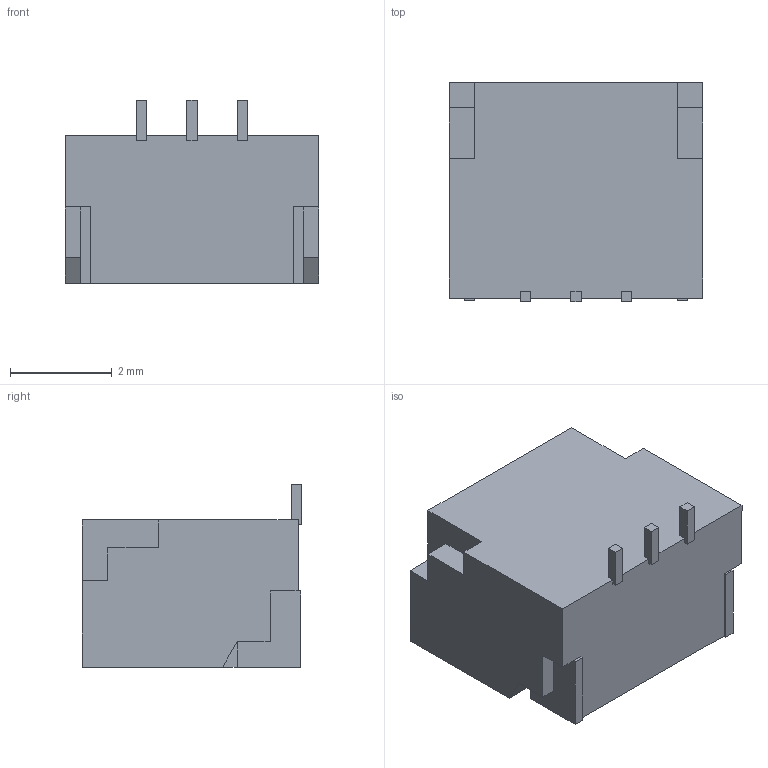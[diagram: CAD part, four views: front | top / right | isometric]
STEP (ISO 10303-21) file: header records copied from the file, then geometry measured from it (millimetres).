
FILE_DESCRIPTION (( 'STEP AP214' ), '1' );
FILE_NAME ('BM03B-SRSS-TB.STEP', '2018-05-11T15:02:22', ( '' ), ( '' ), 'SwSTEP 2.0', 'SolidWorks 2016', '' );
FILE_SCHEMA (( 'AUTOMOTIVE_DESIGN' ));
Length unit declared in the file: millimetre
Products named in the file (1): BM03B-SRSS-TB
Bounding box: 5 x 4.32 x 3.61 mm (x, y, z)
Volume: 37.8 mm3; surface area: 141.3 mm2
Topology: 1 solids, 1 shells, 84 faces, 228 edges, 150 vertices
Faces by surface type: plane 84
Entity records: 3542 total; most frequent: CARTESIAN_POINT 463, ORIENTED_EDGE 456, DIRECTION 398, VECTOR 228, EDGE_CURVE 228, LINE 228, VERTEX_POINT 150, EDGE_LOOP 88
